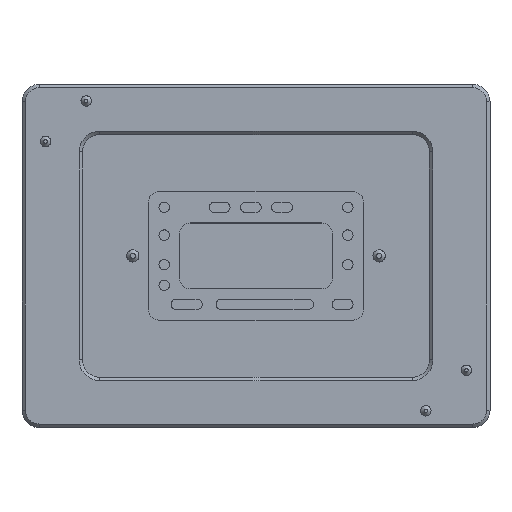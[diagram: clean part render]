
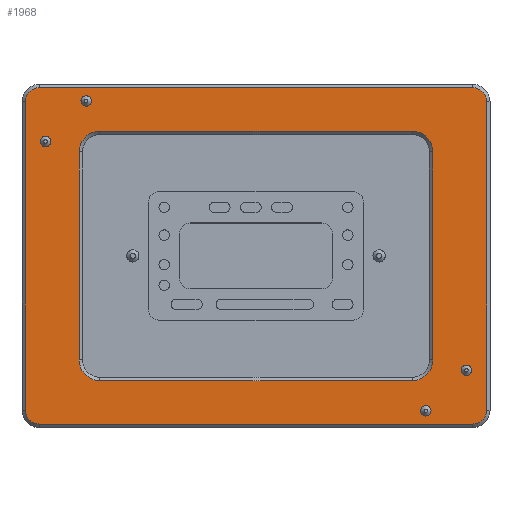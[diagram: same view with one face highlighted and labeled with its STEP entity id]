
A CAD part, top view. The second image highlights one B-rep face of the part: STEP entity #1968.
In plain terms, the highlighted planar face has unit normal (0, 0, 1).
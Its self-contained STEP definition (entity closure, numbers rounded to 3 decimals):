
#218=LINE('',#3353,#366);
#219=LINE('',#3357,#367);
#220=LINE('',#3361,#368);
#221=LINE('',#3365,#369);
#222=LINE('',#3369,#370);
#223=LINE('',#3373,#371);
#224=LINE('',#3377,#372);
#225=LINE('',#3381,#373);
#366=VECTOR('',#2719,1000.);
#367=VECTOR('',#2722,1000.);
#368=VECTOR('',#2725,1000.);
#369=VECTOR('',#2728,1000.);
#370=VECTOR('',#2731,1000.);
#371=VECTOR('',#2734,1000.);
#372=VECTOR('',#2737,1000.);
#373=VECTOR('',#2740,1000.);
#718=ORIENTED_EDGE('',*,*,#1100,.T.);
#719=ORIENTED_EDGE('',*,*,#1101,.T.);
#720=ORIENTED_EDGE('',*,*,#1102,.T.);
#721=ORIENTED_EDGE('',*,*,#1103,.T.);
#722=ORIENTED_EDGE('',*,*,#1104,.T.);
#723=ORIENTED_EDGE('',*,*,#1105,.T.);
#724=ORIENTED_EDGE('',*,*,#1106,.T.);
#725=ORIENTED_EDGE('',*,*,#1107,.T.);
#726=ORIENTED_EDGE('',*,*,#1108,.T.);
#727=ORIENTED_EDGE('',*,*,#1109,.T.);
#728=ORIENTED_EDGE('',*,*,#1110,.T.);
#729=ORIENTED_EDGE('',*,*,#1111,.T.);
#730=ORIENTED_EDGE('',*,*,#1112,.T.);
#731=ORIENTED_EDGE('',*,*,#1113,.T.);
#732=ORIENTED_EDGE('',*,*,#1114,.T.);
#733=ORIENTED_EDGE('',*,*,#1115,.T.);
#734=ORIENTED_EDGE('',*,*,#1099,.T.);
#735=ORIENTED_EDGE('',*,*,#1098,.T.);
#736=ORIENTED_EDGE('',*,*,#1097,.T.);
#737=ORIENTED_EDGE('',*,*,#1096,.T.);
#1096=EDGE_CURVE('',#1312,#1312,#1424,.T.);
#1097=EDGE_CURVE('',#1313,#1313,#1425,.T.);
#1098=EDGE_CURVE('',#1314,#1314,#1426,.T.);
#1099=EDGE_CURVE('',#1315,#1315,#1427,.T.);
#1100=EDGE_CURVE('',#1316,#1317,#1428,.T.);
#1101=EDGE_CURVE('',#1317,#1318,#218,.T.);
#1102=EDGE_CURVE('',#1318,#1319,#1429,.T.);
#1103=EDGE_CURVE('',#1319,#1320,#219,.T.);
#1104=EDGE_CURVE('',#1320,#1321,#1430,.T.);
#1105=EDGE_CURVE('',#1321,#1322,#220,.T.);
#1106=EDGE_CURVE('',#1322,#1323,#1431,.T.);
#1107=EDGE_CURVE('',#1323,#1316,#221,.T.);
#1108=EDGE_CURVE('',#1324,#1325,#1432,.F.);
#1109=EDGE_CURVE('',#1325,#1326,#222,.T.);
#1110=EDGE_CURVE('',#1326,#1327,#1433,.F.);
#1111=EDGE_CURVE('',#1327,#1328,#223,.T.);
#1112=EDGE_CURVE('',#1328,#1329,#1434,.F.);
#1113=EDGE_CURVE('',#1329,#1330,#224,.T.);
#1114=EDGE_CURVE('',#1330,#1331,#1435,.F.);
#1115=EDGE_CURVE('',#1331,#1324,#225,.T.);
#1312=VERTEX_POINT('',#3339);
#1313=VERTEX_POINT('',#3342);
#1314=VERTEX_POINT('',#3345);
#1315=VERTEX_POINT('',#3348);
#1316=VERTEX_POINT('',#3351);
#1317=VERTEX_POINT('',#3352);
#1318=VERTEX_POINT('',#3354);
#1319=VERTEX_POINT('',#3356);
#1320=VERTEX_POINT('',#3358);
#1321=VERTEX_POINT('',#3360);
#1322=VERTEX_POINT('',#3362);
#1323=VERTEX_POINT('',#3364);
#1324=VERTEX_POINT('',#3367);
#1325=VERTEX_POINT('',#3368);
#1326=VERTEX_POINT('',#3370);
#1327=VERTEX_POINT('',#3372);
#1328=VERTEX_POINT('',#3374);
#1329=VERTEX_POINT('',#3376);
#1330=VERTEX_POINT('',#3378);
#1331=VERTEX_POINT('',#3380);
#1424=CIRCLE('',#2205,1.5);
#1425=CIRCLE('',#2207,1.5);
#1426=CIRCLE('',#2209,1.5);
#1427=CIRCLE('',#2211,1.5);
#1428=CIRCLE('',#2213,4.);
#1429=CIRCLE('',#2214,4.);
#1430=CIRCLE('',#2215,4.);
#1431=CIRCLE('',#2216,4.);
#1432=CIRCLE('',#2217,6.);
#1433=CIRCLE('',#2218,6.);
#1434=CIRCLE('',#2219,6.);
#1435=CIRCLE('',#2220,6.);
#1567=EDGE_LOOP('',(#718,#719,#720,#721,#722,#723,#724,#725));
#1568=EDGE_LOOP('',(#726,#727,#728,#729,#730,#731,#732,#733));
#1569=EDGE_LOOP('',(#734));
#1570=EDGE_LOOP('',(#735));
#1571=EDGE_LOOP('',(#736));
#1572=EDGE_LOOP('',(#737));
#1747=FACE_BOUND('',#1567,.T.);
#1748=FACE_BOUND('',#1568,.T.);
#1749=FACE_BOUND('',#1569,.T.);
#1750=FACE_BOUND('',#1570,.T.);
#1751=FACE_BOUND('',#1571,.T.);
#1752=FACE_BOUND('',#1572,.T.);
#1866=PLANE('',#2212);
#1968=ADVANCED_FACE('',(#1747,#1748,#1749,#1750,#1751,#1752),#1866,.T.);
#2205=AXIS2_PLACEMENT_3D('',#3338,#2701,#2702);
#2207=AXIS2_PLACEMENT_3D('',#3341,#2705,#2706);
#2209=AXIS2_PLACEMENT_3D('',#3344,#2709,#2710);
#2211=AXIS2_PLACEMENT_3D('',#3347,#2713,#2714);
#2212=AXIS2_PLACEMENT_3D('',#3349,#2715,#2716);
#2213=AXIS2_PLACEMENT_3D('',#3350,#2717,#2718);
#2214=AXIS2_PLACEMENT_3D('',#3355,#2720,#2721);
#2215=AXIS2_PLACEMENT_3D('',#3359,#2723,#2724);
#2216=AXIS2_PLACEMENT_3D('',#3363,#2726,#2727);
#2217=AXIS2_PLACEMENT_3D('',#3366,#2729,#2730);
#2218=AXIS2_PLACEMENT_3D('',#3371,#2732,#2733);
#2219=AXIS2_PLACEMENT_3D('',#3375,#2735,#2736);
#2220=AXIS2_PLACEMENT_3D('',#3379,#2738,#2739);
#2701=DIRECTION('',(0.,0.,-1.));
#2702=DIRECTION('',(0.,-1.,0.));
#2705=DIRECTION('',(0.,0.,-1.));
#2706=DIRECTION('',(0.,-1.,0.));
#2709=DIRECTION('',(0.,0.,-1.));
#2710=DIRECTION('',(0.,-1.,0.));
#2713=DIRECTION('',(0.,0.,-1.));
#2714=DIRECTION('',(0.,-1.,0.));
#2715=DIRECTION('',(0.,0.,1.));
#2716=DIRECTION('',(1.,0.,0.));
#2717=DIRECTION('',(0.,0.,1.));
#2718=DIRECTION('',(1.,0.,0.));
#2719=DIRECTION('',(1.,0.,0.));
#2720=DIRECTION('',(0.,0.,1.));
#2721=DIRECTION('',(1.,0.,0.));
#2722=DIRECTION('',(0.,1.,0.));
#2723=DIRECTION('',(0.,0.,1.));
#2724=DIRECTION('',(1.,0.,0.));
#2725=DIRECTION('',(-1.,0.,0.));
#2726=DIRECTION('',(0.,0.,1.));
#2727=DIRECTION('',(1.,0.,0.));
#2728=DIRECTION('',(0.,-1.,0.));
#2729=DIRECTION('',(0.,0.,1.));
#2730=DIRECTION('',(1.,0.,0.));
#2731=DIRECTION('',(-1.,0.,0.));
#2732=DIRECTION('',(0.,0.,1.));
#2733=DIRECTION('',(1.,0.,0.));
#2734=DIRECTION('',(0.,1.,0.));
#2735=DIRECTION('',(0.,0.,1.));
#2736=DIRECTION('',(1.,0.,0.));
#2737=DIRECTION('',(1.,0.,0.));
#2738=DIRECTION('',(0.,0.,1.));
#2739=DIRECTION('',(1.,0.,0.));
#2740=DIRECTION('',(0.,-1.,0.));
#3338=CARTESIAN_POINT('',(-60.7,33.,28.));
#3339=CARTESIAN_POINT('',(-60.7,31.5,28.));
#3341=CARTESIAN_POINT('',(60.7,-33.,28.));
#3342=CARTESIAN_POINT('',(60.7,-34.5,28.));
#3344=CARTESIAN_POINT('',(49.,-44.7,28.));
#3345=CARTESIAN_POINT('',(49.,-46.2,28.));
#3347=CARTESIAN_POINT('',(-49.,44.7,28.));
#3348=CARTESIAN_POINT('',(-49.,43.2,28.));
#3349=CARTESIAN_POINT('',(-67.5,-49.5,28.));
#3350=CARTESIAN_POINT('',(-62.5,-44.5,28.));
#3351=CARTESIAN_POINT('',(-66.5,-44.5,28.));
#3352=CARTESIAN_POINT('',(-62.5,-48.5,28.));
#3353=CARTESIAN_POINT('',(62.5,-48.5,28.));
#3354=CARTESIAN_POINT('',(62.5,-48.5,28.));
#3355=CARTESIAN_POINT('',(62.5,-44.5,28.));
#3356=CARTESIAN_POINT('',(66.5,-44.5,28.));
#3357=CARTESIAN_POINT('',(66.5,44.5,28.));
#3358=CARTESIAN_POINT('',(66.5,44.5,28.));
#3359=CARTESIAN_POINT('',(62.5,44.5,28.));
#3360=CARTESIAN_POINT('',(62.5,48.5,28.));
#3361=CARTESIAN_POINT('',(-62.5,48.5,28.));
#3362=CARTESIAN_POINT('',(-62.5,48.5,28.));
#3363=CARTESIAN_POINT('',(-62.5,44.5,28.));
#3364=CARTESIAN_POINT('',(-66.5,44.5,28.));
#3365=CARTESIAN_POINT('',(-66.5,-44.5,28.));
#3366=CARTESIAN_POINT('',(45.,-30.,28.));
#3367=CARTESIAN_POINT('',(51.,-30.,28.));
#3368=CARTESIAN_POINT('',(45.,-36.,28.));
#3369=CARTESIAN_POINT('',(-45.,-36.,28.));
#3370=CARTESIAN_POINT('',(-45.,-36.,28.));
#3371=CARTESIAN_POINT('',(-45.,-30.,28.));
#3372=CARTESIAN_POINT('',(-51.,-30.,28.));
#3373=CARTESIAN_POINT('',(-51.,30.,28.));
#3374=CARTESIAN_POINT('',(-51.,30.,28.));
#3375=CARTESIAN_POINT('',(-45.,30.,28.));
#3376=CARTESIAN_POINT('',(-45.,36.,28.));
#3377=CARTESIAN_POINT('',(45.,36.,28.));
#3378=CARTESIAN_POINT('',(45.,36.,28.));
#3379=CARTESIAN_POINT('',(45.,30.,28.));
#3380=CARTESIAN_POINT('',(51.,30.,28.));
#3381=CARTESIAN_POINT('',(51.,-30.,28.));
